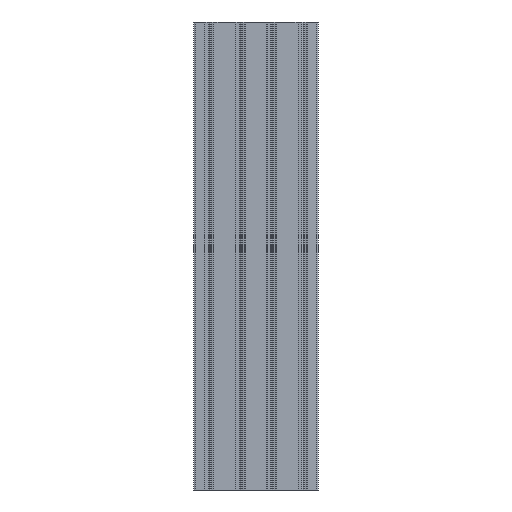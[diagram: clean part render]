
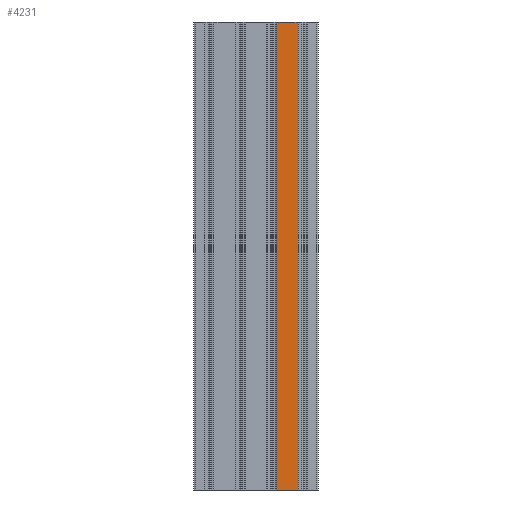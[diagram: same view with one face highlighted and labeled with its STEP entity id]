
A CAD part, left-side view. The second image highlights one B-rep face of the part: STEP entity #4231.
In plain terms, the highlighted planar face has unit normal (-1, 0, 0).
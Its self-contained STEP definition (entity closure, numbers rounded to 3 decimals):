
#141=FACE_OUTER_BOUND('',#351,.T.);
#351=EDGE_LOOP('',(#2953,#2954,#2955,#2956));
#673=LINE('',#6063,#1261);
#674=LINE('',#6066,#1262);
#675=LINE('',#6068,#1263);
#676=LINE('',#6069,#1264);
#1261=VECTOR('',#4933,10.);
#1262=VECTOR('',#4936,10.);
#1263=VECTOR('',#4937,10.);
#1264=VECTOR('',#4938,10.);
#1805=VERTEX_POINT('',#6059);
#1806=VERTEX_POINT('',#6061);
#1807=VERTEX_POINT('',#6065);
#1808=VERTEX_POINT('',#6067);
#2275=EDGE_CURVE('',#1805,#1806,#673,.T.);
#2276=EDGE_CURVE('',#1807,#1805,#674,.T.);
#2277=EDGE_CURVE('',#1808,#1806,#675,.T.);
#2278=EDGE_CURVE('',#1807,#1808,#676,.T.);
#2953=ORIENTED_EDGE('',*,*,#2276,.T.);
#2954=ORIENTED_EDGE('',*,*,#2275,.T.);
#2955=ORIENTED_EDGE('',*,*,#2277,.F.);
#2956=ORIENTED_EDGE('',*,*,#2278,.F.);
#4034=PLANE('',#4466);
#4231=ADVANCED_FACE('',(#141),#4034,.T.);
#4466=AXIS2_PLACEMENT_3D('',#6064,#4934,#4935);
#4933=DIRECTION('',(0.,0.,1.));
#4934=DIRECTION('center_axis',(-1.,0.,0.));
#4935=DIRECTION('ref_axis',(0.,-1.,0.));
#4936=DIRECTION('',(0.,-1.,0.));
#4937=DIRECTION('',(0.,-1.,0.));
#4938=DIRECTION('',(0.,0.,1.));
#6059=CARTESIAN_POINT('',(65.,83.,0.));
#6061=CARTESIAN_POINT('',(65.,83.,300.));
#6063=CARTESIAN_POINT('',(65.,83.,0.));
#6064=CARTESIAN_POINT('Origin',(65.,97.,0.));
#6065=CARTESIAN_POINT('',(65.,97.,0.));
#6066=CARTESIAN_POINT('',(65.,97.,0.));
#6067=CARTESIAN_POINT('',(65.,97.,300.));
#6068=CARTESIAN_POINT('',(65.,97.,300.));
#6069=CARTESIAN_POINT('',(65.,97.,0.));
